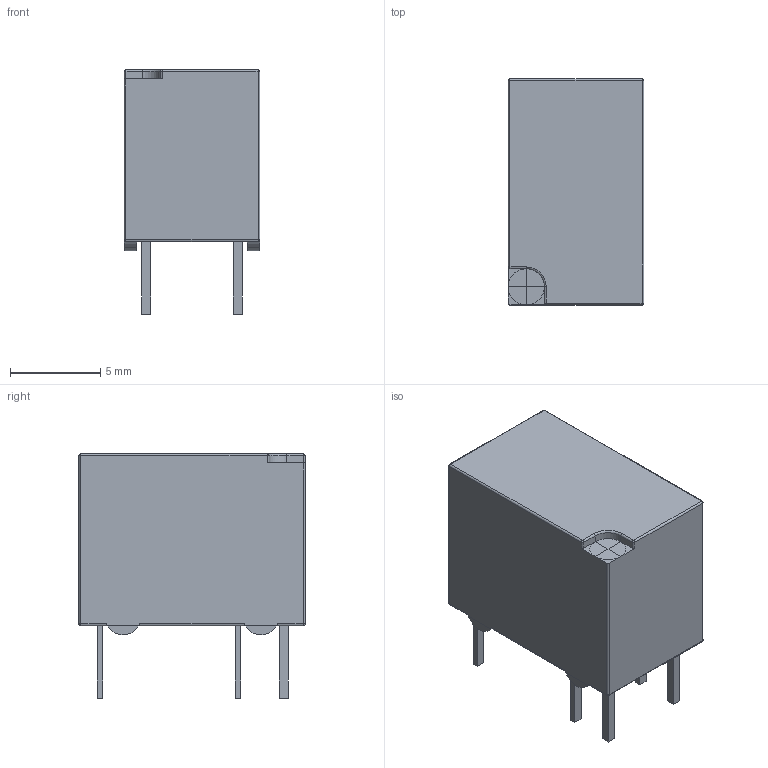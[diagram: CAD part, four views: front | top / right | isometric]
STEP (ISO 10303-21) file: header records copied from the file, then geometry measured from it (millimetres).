
FILE_DESCRIPTION(('FreeCAD Model'),'2;1');
FILE_NAME('OMRON_G5V1.step', '2019-08-18T02:01:02',('Author'),(''), 'Open CASCADE STEP processor 6.8','FreeCAD','Unknown');
FILE_SCHEMA(('AUTOMOTIVE_DESIGN_CC2 { 1 2 10303 214 -1 1 5 4 }'));
Length unit declared in the file: millimetre
Products named in the file (1): OMRON_G5V1
Bounding box: 7.5 x 12.5 x 13.5 mm (x, y, z)
Volume: 894.6 mm3; surface area: 610.1 mm2
Topology: 1 solids, 1 shells, 92 faces, 225 edges, 132 vertices
Faces by surface type: plane 53, cylinder 29, sphere 9, torus 1
Entity records: 3483 total; most frequent: CARTESIAN_POINT 689, DIRECTION 456, ORIENTED_EDGE 432, EDGE_CURVE 216, AXIS2_PLACEMENT_3D 155, LINE 146, VECTOR 146, VERTEX_POINT 132
